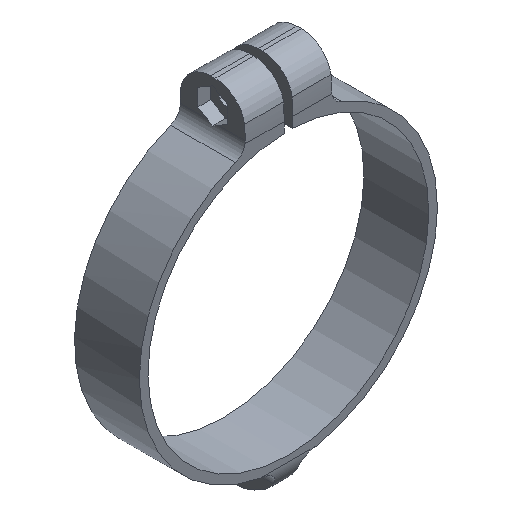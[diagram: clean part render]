
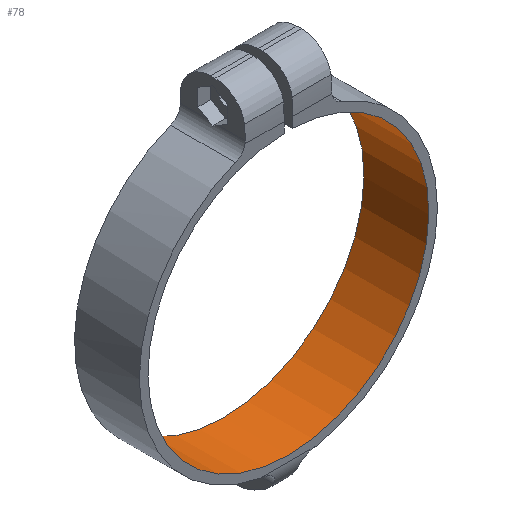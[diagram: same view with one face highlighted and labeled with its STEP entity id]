
A CAD part, isometric view. The second image highlights one B-rep face of the part: STEP entity #78.
In plain terms, the highlighted cylindrical face has radius 32.5 mm (diameter 65 mm), a partial arc.
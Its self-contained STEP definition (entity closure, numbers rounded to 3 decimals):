
#78 = ADVANCED_FACE( '', ( #128 ), #129, .F. );
#128 = FACE_OUTER_BOUND( '', #225, .T. );
#129 = CYLINDRICAL_SURFACE( '', #226, 32.5 );
#225 = EDGE_LOOP( '', ( #346, #347, #348, #349 ) );
#226 = AXIS2_PLACEMENT_3D( '', #350, #351, #352 );
#346 = ORIENTED_EDGE( '', *, *, #722, .F. );
#347 = ORIENTED_EDGE( '', *, *, #723, .T. );
#348 = ORIENTED_EDGE( '', *, *, #724, .T. );
#349 = ORIENTED_EDGE( '', *, *, #721, .T. );
#350 = CARTESIAN_POINT( '', ( 32.5, 0., 0. ) );
#351 = DIRECTION( '', ( 0., -1., 0. ) );
#352 = DIRECTION( '', ( 0., 0., -1. ) );
#721 = EDGE_CURVE( '', #854, #866, #868, .T. );
#722 = EDGE_CURVE( '', #869, #866, #870, .T. );
#723 = EDGE_CURVE( '', #869, #871, #872, .F. );
#724 = EDGE_CURVE( '', #871, #854, #873, .T. );
#854 = VERTEX_POINT( '', #1077 );
#866 = VERTEX_POINT( '', #1091 );
#868 = LINE( '', #1094, #1095 );
#869 = VERTEX_POINT( '', #1096 );
#870 = CIRCLE( '', #1097, 32.5 );
#871 = VERTEX_POINT( '', #1098 );
#872 = LINE( '', #1099, #1100 );
#873 = CIRCLE( '', #1101, 32.5 );
#1077 = CARTESIAN_POINT( '', ( 33.5, 0., 32.485 ) );
#1091 = CARTESIAN_POINT( '', ( 33.5, 15., 32.485 ) );
#1094 = CARTESIAN_POINT( '', ( 33.5, 0., 32.485 ) );
#1095 = VECTOR( '', #1429, 1000. );
#1096 = CARTESIAN_POINT( '', ( 31.5, 15., 32.485 ) );
#1097 = AXIS2_PLACEMENT_3D( '', #1430, #1431, #1432 );
#1098 = CARTESIAN_POINT( '', ( 31.5, 0., 32.485 ) );
#1099 = CARTESIAN_POINT( '', ( 31.5, 0., 32.485 ) );
#1100 = VECTOR( '', #1433, 1000. );
#1101 = AXIS2_PLACEMENT_3D( '', #1434, #1435, #1436 );
#1429 = DIRECTION( '', ( 0., 1., 0. ) );
#1430 = CARTESIAN_POINT( '', ( 32.5, 15., 0. ) );
#1431 = DIRECTION( '', ( 0., -1., 0. ) );
#1432 = DIRECTION( '', ( 1., 0., 0. ) );
#1433 = DIRECTION( '', ( 0., 1., 0. ) );
#1434 = CARTESIAN_POINT( '', ( 32.5, 0., 0. ) );
#1435 = DIRECTION( '', ( 0., -1., 0. ) );
#1436 = DIRECTION( '', ( 1., 0., 0. ) );
